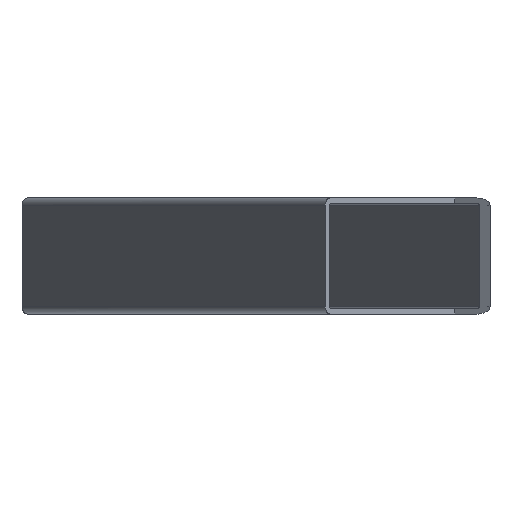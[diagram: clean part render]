
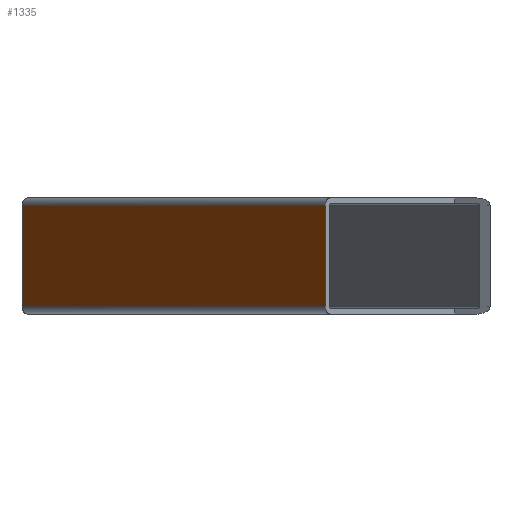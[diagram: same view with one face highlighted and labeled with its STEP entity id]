
A CAD part, left-side view. The second image highlights one B-rep face of the part: STEP entity #1335.
In plain terms, the highlighted planar face has unit normal (-0.424, 0.906, 0).
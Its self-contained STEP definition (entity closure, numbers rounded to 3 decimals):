
#68 = PLANE('',#69);
#69 = AXIS2_PLACEMENT_3D('',#70,#71,#72);
#70 = CARTESIAN_POINT('',(-71.52,-61.209,20.
    ));
#71 = DIRECTION('',(0.636,0.772,0.));
#72 = DIRECTION('',(-0.772,0.636,0.));
#172 = PLANE('',#173);
#173 = AXIS2_PLACEMENT_3D('',#174,#175,#176);
#174 = CARTESIAN_POINT('',(119.387,59.389,
    0.));
#175 = DIRECTION('',(0.79,0.613,0.));
#176 = DIRECTION('',(-0.613,0.79,0.)
  );
#400 = VERTEX_POINT('',#401);
#401 = CARTESIAN_POINT('',(-125.545,-16.698,
    -17.5));
#423 = CYLINDRICAL_SURFACE('',#424,2.5);
#424 = AXIS2_PLACEMENT_3D('',#425,#426,#427);
#425 = CARTESIAN_POINT('',(-119.492,-16.623,
    -17.5));
#426 = DIRECTION('',(-0.906,-0.424,0.)
  );
#427 = DIRECTION('',(0.,0.,1.));
#457 = EDGE_CURVE('',#400,#458,#460,.T.);
#458 = VERTEX_POINT('',#459);
#459 = CARTESIAN_POINT('',(-125.545,-16.698,
    17.5));
#460 = SURFACE_CURVE('',#461,(#465,#472),.PCURVE_S1.);
#461 = LINE('',#462,#463);
#462 = CARTESIAN_POINT('',(-125.545,-16.698,
    -17.5));
#463 = VECTOR('',#464,1.);
#464 = DIRECTION('',(0.,0.,1.));
#465 = PCURVE('',#68,#466);
#466 = DEFINITIONAL_REPRESENTATION('',(#467),#471);
#467 = LINE('',#468,#469);
#468 = CARTESIAN_POINT('',(70.,-37.5));
#469 = VECTOR('',#470,1.);
#470 = DIRECTION('',(0.,1.));
#471 = ( GEOMETRIC_REPRESENTATION_CONTEXT(2) 
PARAMETRIC_REPRESENTATION_CONTEXT() REPRESENTATION_CONTEXT('2D SPACE',''
  ) );
#472 = PCURVE('',#473,#478);
#473 = PLANE('',#474);
#474 = AXIS2_PLACEMENT_3D('',#475,#476,#477);
#475 = CARTESIAN_POINT('',(-120.552,-14.359,
    17.5));
#476 = DIRECTION('',(-0.424,0.906,0.)
  );
#477 = DIRECTION('',(0.,0.,-1.));
#478 = DEFINITIONAL_REPRESENTATION('',(#479),#483);
#479 = LINE('',#480,#481);
#480 = CARTESIAN_POINT('',(35.,5.513));
#481 = VECTOR('',#482,1.);
#482 = DIRECTION('',(-1.,0.));
#483 = ( GEOMETRIC_REPRESENTATION_CONTEXT(2) 
PARAMETRIC_REPRESENTATION_CONTEXT() REPRESENTATION_CONTEXT('2D SPACE',''
  ) );
#509 = CYLINDRICAL_SURFACE('',#510,2.5);
#510 = AXIS2_PLACEMENT_3D('',#511,#512,#513);
#511 = CARTESIAN_POINT('',(-119.492,-16.623,
    17.5));
#512 = DIRECTION('',(-0.906,-0.424,0.)
  );
#513 = DIRECTION('',(0.,0.,1.));
#882 = VERTEX_POINT('',#883);
#883 = CARTESIAN_POINT('',(97.392,87.736,-17.5));
#936 = EDGE_CURVE('',#937,#882,#939,.T.);
#937 = VERTEX_POINT('',#938);
#938 = CARTESIAN_POINT('',(97.392,87.736,
    17.5));
#939 = SURFACE_CURVE('',#940,(#944,#951),.PCURVE_S1.);
#940 = LINE('',#941,#942);
#941 = CARTESIAN_POINT('',(97.392,87.736,
    17.5));
#942 = VECTOR('',#943,1.);
#943 = DIRECTION('',(0.,0.,-1.));
#944 = PCURVE('',#172,#945);
#945 = DEFINITIONAL_REPRESENTATION('',(#946),#950);
#946 = LINE('',#947,#948);
#947 = CARTESIAN_POINT('',(35.879,17.5));
#948 = VECTOR('',#949,1.);
#949 = DIRECTION('',(0.,-1.));
#950 = ( GEOMETRIC_REPRESENTATION_CONTEXT(2) 
PARAMETRIC_REPRESENTATION_CONTEXT() REPRESENTATION_CONTEXT('2D SPACE',''
  ) );
#951 = PCURVE('',#473,#952);
#952 = DEFINITIONAL_REPRESENTATION('',(#953),#957);
#953 = LINE('',#954,#955);
#954 = CARTESIAN_POINT('',(0.,-240.673));
#955 = VECTOR('',#956,1.);
#956 = DIRECTION('',(1.,0.));
#957 = ( GEOMETRIC_REPRESENTATION_CONTEXT(2) 
PARAMETRIC_REPRESENTATION_CONTEXT() REPRESENTATION_CONTEXT('2D SPACE',''
  ) );
#1292 = EDGE_CURVE('',#458,#937,#1293,.T.);
#1293 = SURFACE_CURVE('',#1294,(#1298,#1327),.PCURVE_S1.);
#1294 = LINE('',#1295,#1296);
#1295 = CARTESIAN_POINT('',(-125.545,-16.698,
    17.5));
#1296 = VECTOR('',#1297,1.);
#1297 = DIRECTION('',(0.906,0.424,0.)
  );
#1298 = PCURVE('',#509,#1299);
#1299 = DEFINITIONAL_REPRESENTATION('',(#1300),#1326);
#1300 = B_SPLINE_CURVE_WITH_KNOTS('',3,(#1301,#1302,#1303,#1304,#1305,
    #1306,#1307,#1308,#1309,#1310,#1311,#1312,#1313,#1314,#1315,#1316,
    #1317,#1318,#1319,#1320,#1321,#1322,#1323,#1324,#1325),
  .UNSPECIFIED.,.F.,.F.,(4,1,1,1,1,1,1,1,1,1,1,1,1,1,1,1,1,1,1,1,1,1,4),
  (0.,11.19,22.381,33.571,44.761,
    55.951,67.142,78.332,89.522,
    100.712,111.903,123.093,134.283,
    145.474,156.664,167.854,179.044,
    190.235,201.425,212.615,223.805,
    234.996,246.186),.QUASI_UNIFORM_KNOTS.);
#1301 = CARTESIAN_POINT('',(1.571,5.513));
#1302 = CARTESIAN_POINT('',(1.571,1.783));
#1303 = CARTESIAN_POINT('',(1.571,-5.677));
#1304 = CARTESIAN_POINT('',(1.571,-16.867));
#1305 = CARTESIAN_POINT('',(1.571,-28.057));
#1306 = CARTESIAN_POINT('',(1.571,-39.248));
#1307 = CARTESIAN_POINT('',(1.571,-50.438));
#1308 = CARTESIAN_POINT('',(1.571,-61.628));
#1309 = CARTESIAN_POINT('',(1.571,-72.818));
#1310 = CARTESIAN_POINT('',(1.571,-84.009));
#1311 = CARTESIAN_POINT('',(1.571,-95.199));
#1312 = CARTESIAN_POINT('',(1.571,-106.389));
#1313 = CARTESIAN_POINT('',(1.571,-117.58));
#1314 = CARTESIAN_POINT('',(1.571,-128.77));
#1315 = CARTESIAN_POINT('',(1.571,-139.96));
#1316 = CARTESIAN_POINT('',(1.571,-151.15));
#1317 = CARTESIAN_POINT('',(1.571,-162.341));
#1318 = CARTESIAN_POINT('',(1.571,-173.531));
#1319 = CARTESIAN_POINT('',(1.571,-184.721));
#1320 = CARTESIAN_POINT('',(1.571,-195.911));
#1321 = CARTESIAN_POINT('',(1.571,-207.102));
#1322 = CARTESIAN_POINT('',(1.571,-218.292));
#1323 = CARTESIAN_POINT('',(1.571,-229.482));
#1324 = CARTESIAN_POINT('',(1.571,-236.942));
#1325 = CARTESIAN_POINT('',(1.571,-240.673));
#1326 = ( GEOMETRIC_REPRESENTATION_CONTEXT(2) 
PARAMETRIC_REPRESENTATION_CONTEXT() REPRESENTATION_CONTEXT('2D SPACE',''
  ) );
#1327 = PCURVE('',#473,#1328);
#1328 = DEFINITIONAL_REPRESENTATION('',(#1329),#1333);
#1329 = LINE('',#1330,#1331);
#1330 = CARTESIAN_POINT('',(0.,5.513));
#1331 = VECTOR('',#1332,1.);
#1332 = DIRECTION('',(0.,-1.));
#1333 = ( GEOMETRIC_REPRESENTATION_CONTEXT(2) 
PARAMETRIC_REPRESENTATION_CONTEXT() REPRESENTATION_CONTEXT('2D SPACE',''
  ) );
#1335 = ADVANCED_FACE('',(#1336),#473,.T.);
#1336 = FACE_BOUND('',#1337,.F.);
#1337 = EDGE_LOOP('',(#1338,#1339,#1382,#1383));
#1338 = ORIENTED_EDGE('',*,*,#457,.F.);
#1339 = ORIENTED_EDGE('',*,*,#1340,.F.);
#1340 = EDGE_CURVE('',#882,#400,#1341,.T.);
#1341 = SURFACE_CURVE('',#1342,(#1346,#1353),.PCURVE_S1.);
#1342 = LINE('',#1343,#1344);
#1343 = CARTESIAN_POINT('',(97.392,87.736,-17.5));
#1344 = VECTOR('',#1345,1.);
#1345 = DIRECTION('',(-0.906,-0.424,0.
    ));
#1346 = PCURVE('',#473,#1347);
#1347 = DEFINITIONAL_REPRESENTATION('',(#1348),#1352);
#1348 = LINE('',#1349,#1350);
#1349 = CARTESIAN_POINT('',(35.,-240.673));
#1350 = VECTOR('',#1351,1.);
#1351 = DIRECTION('',(0.,1.));
#1352 = ( GEOMETRIC_REPRESENTATION_CONTEXT(2) 
PARAMETRIC_REPRESENTATION_CONTEXT() REPRESENTATION_CONTEXT('2D SPACE',''
  ) );
#1353 = PCURVE('',#423,#1354);
#1354 = DEFINITIONAL_REPRESENTATION('',(#1355),#1381);
#1355 = B_SPLINE_CURVE_WITH_KNOTS('',3,(#1356,#1357,#1358,#1359,#1360,
    #1361,#1362,#1363,#1364,#1365,#1366,#1367,#1368,#1369,#1370,#1371,
    #1372,#1373,#1374,#1375,#1376,#1377,#1378,#1379,#1380),
  .UNSPECIFIED.,.F.,.F.,(4,1,1,1,1,1,1,1,1,1,1,1,1,1,1,1,1,1,1,1,1,1,4),
  (0.,11.19,22.381,33.571,44.761,
    55.951,67.142,78.332,89.522,
    100.712,111.903,123.093,134.283,
    145.474,156.664,167.854,179.044,
    190.235,201.425,212.615,223.805,
    234.996,246.186),.QUASI_UNIFORM_KNOTS.);
#1356 = CARTESIAN_POINT('',(1.571,-240.673));
#1357 = CARTESIAN_POINT('',(1.571,-236.942));
#1358 = CARTESIAN_POINT('',(1.571,-229.482));
#1359 = CARTESIAN_POINT('',(1.571,-218.292));
#1360 = CARTESIAN_POINT('',(1.571,-207.102));
#1361 = CARTESIAN_POINT('',(1.571,-195.911));
#1362 = CARTESIAN_POINT('',(1.571,-184.721));
#1363 = CARTESIAN_POINT('',(1.571,-173.531));
#1364 = CARTESIAN_POINT('',(1.571,-162.341));
#1365 = CARTESIAN_POINT('',(1.571,-151.15));
#1366 = CARTESIAN_POINT('',(1.571,-139.96));
#1367 = CARTESIAN_POINT('',(1.571,-128.77));
#1368 = CARTESIAN_POINT('',(1.571,-117.58));
#1369 = CARTESIAN_POINT('',(1.571,-106.389));
#1370 = CARTESIAN_POINT('',(1.571,-95.199));
#1371 = CARTESIAN_POINT('',(1.571,-84.009));
#1372 = CARTESIAN_POINT('',(1.571,-72.818));
#1373 = CARTESIAN_POINT('',(1.571,-61.628));
#1374 = CARTESIAN_POINT('',(1.571,-50.438));
#1375 = CARTESIAN_POINT('',(1.571,-39.248));
#1376 = CARTESIAN_POINT('',(1.571,-28.057));
#1377 = CARTESIAN_POINT('',(1.571,-16.867));
#1378 = CARTESIAN_POINT('',(1.571,-5.677));
#1379 = CARTESIAN_POINT('',(1.571,1.783));
#1380 = CARTESIAN_POINT('',(1.571,5.513));
#1381 = ( GEOMETRIC_REPRESENTATION_CONTEXT(2) 
PARAMETRIC_REPRESENTATION_CONTEXT() REPRESENTATION_CONTEXT('2D SPACE',''
  ) );
#1382 = ORIENTED_EDGE('',*,*,#936,.F.);
#1383 = ORIENTED_EDGE('',*,*,#1292,.F.);
